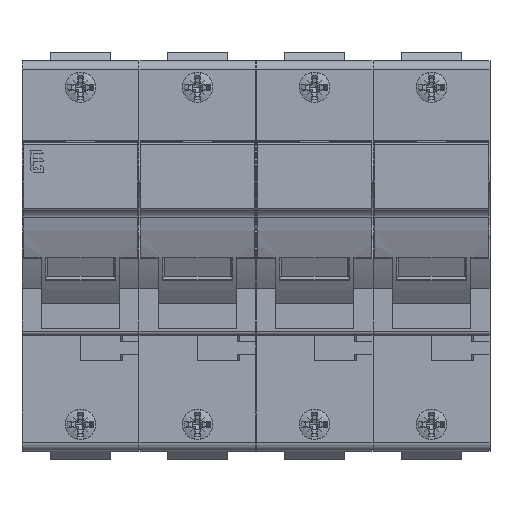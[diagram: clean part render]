
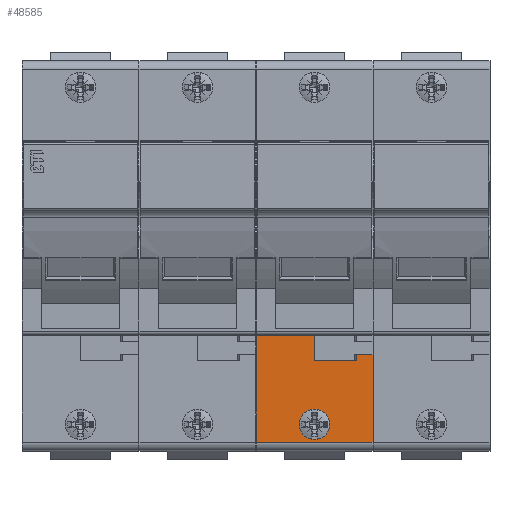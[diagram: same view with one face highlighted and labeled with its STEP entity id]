
A CAD part, top view. The second image highlights one B-rep face of the part: STEP entity #48585.
In plain terms, the highlighted planar face has unit normal (0, 0, 1).
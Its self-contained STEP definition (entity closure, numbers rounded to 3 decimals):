
#41206=DIRECTION('',(0.,-1.,0.));
#41207=VECTOR('',#41206,24.6);
#41208=CARTESIAN_POINT('',(0.,-40.2,43.5));
#41209=LINE('',#41208,#41207);
#42180=DIRECTION('',(1.,0.,0.));
#42181=VECTOR('',#42180,27.);
#42182=CARTESIAN_POINT('',(0.,-64.8,43.5));
#42183=LINE('',#42182,#42181);
#42194=DIRECTION('',(1.,0.,0.));
#42195=VECTOR('',#42194,3.75);
#42196=CARTESIAN_POINT('',(23.25,-44.6,43.5));
#42197=LINE('',#42196,#42195);
#42201=CARTESIAN_POINT('',(13.5,-60.7,43.5));
#42202=DIRECTION('',(0.,0.,1.));
#42203=DIRECTION('',(0.,1.,0.));
#42204=AXIS2_PLACEMENT_3D('',#42201,#42202,#42203);
#42209=CARTESIAN_POINT('',(13.5,-60.7,43.5));
#42210=DIRECTION('',(0.,0.,1.));
#42211=DIRECTION('',(0.,-1.,0.));
#42212=AXIS2_PLACEMENT_3D('',#42209,#42210,#42211);
#42217=DIRECTION('',(0.,1.,0.));
#42218=VECTOR('',#42217,5.8);
#42219=CARTESIAN_POINT('',(13.5,-46.,43.5));
#42220=LINE('',#42219,#42218);
#42238=DIRECTION('',(-1.,0.,0.));
#42239=VECTOR('',#42238,13.5);
#42240=CARTESIAN_POINT('',(13.5,-40.2,43.5));
#42241=LINE('',#42240,#42239);
#43156=DIRECTION('',(0.,1.,0.));
#43157=VECTOR('',#43156,20.2);
#43158=CARTESIAN_POINT('',(27.,-64.8,43.5));
#43159=LINE('',#43158,#43157);
#44838=DIRECTION('',(0.,-1.,0.));
#44839=VECTOR('',#44838,1.4);
#44840=CARTESIAN_POINT('',(23.25,-44.6,43.5));
#44841=LINE('',#44840,#44839);
#44866=DIRECTION('',(-1.,0.,0.));
#44867=VECTOR('',#44866,9.75);
#44868=CARTESIAN_POINT('',(23.25,-46.,43.5));
#44869=LINE('',#44868,#44867);
#46827=CARTESIAN_POINT('',(0.,-40.2,43.5));
#46828=VERTEX_POINT('',#46827);
#46829=CARTESIAN_POINT('',(0.,-64.8,43.5));
#46830=VERTEX_POINT('',#46829);
#47235=CARTESIAN_POINT('',(27.,-64.8,43.5));
#47236=VERTEX_POINT('',#47235);
#47237=CARTESIAN_POINT('',(13.5,-46.,43.5));
#47238=CARTESIAN_POINT('',(13.5,-40.2,43.5));
#47239=VERTEX_POINT('',#47237);
#47240=VERTEX_POINT('',#47238);
#47241=CARTESIAN_POINT('',(23.25,-46.,43.5));
#47242=VERTEX_POINT('',#47241);
#47243=CARTESIAN_POINT('',(23.25,-44.6,43.5));
#47244=VERTEX_POINT('',#47243);
#47245=CARTESIAN_POINT('',(27.,-44.6,43.5));
#47246=VERTEX_POINT('',#47245);
#47247=CARTESIAN_POINT('',(13.5,-57.2,43.5));
#47248=CARTESIAN_POINT('',(13.5,-64.2,43.5));
#47249=VERTEX_POINT('',#47247);
#47250=VERTEX_POINT('',#47248);
#48558=CARTESIAN_POINT('',(13.5,-40.2,43.5));
#48559=DIRECTION('',(0.,0.,1.));
#48560=DIRECTION('',(0.,-1.,0.));
#48561=AXIS2_PLACEMENT_3D('',#48558,#48559,#48560);
#48562=PLANE('',#48561);
#48564=ORIENTED_EDGE('',*,*,#48563,.F.);
#48566=ORIENTED_EDGE('',*,*,#48565,.F.);
#48568=ORIENTED_EDGE('',*,*,#48567,.F.);
#48570=ORIENTED_EDGE('',*,*,#48569,.T.);
#48572=ORIENTED_EDGE('',*,*,#48571,.F.);
#48573=ORIENTED_EDGE('',*,*,#48549,.F.);
#48574=ORIENTED_EDGE('',*,*,#47910,.F.);
#48576=ORIENTED_EDGE('',*,*,#48575,.F.);
#48577=EDGE_LOOP('',(#48564,#48566,#48568,#48570,#48572,#48573,#48574,#48576));
#48578=FACE_OUTER_BOUND('',#48577,.F.);
#48580=ORIENTED_EDGE('',*,*,#48579,.T.);
#48582=ORIENTED_EDGE('',*,*,#48581,.T.);
#48583=EDGE_LOOP('',(#48580,#48582));
#48584=FACE_BOUND('',#48583,.F.);
#42205=CIRCLE('',#42204,3.5);
#42213=CIRCLE('',#42212,3.5);
#47910=EDGE_CURVE('',#46828,#46830,#41209,.T.);
#48549=EDGE_CURVE('',#46830,#47236,#42183,.T.);
#48563=EDGE_CURVE('',#47239,#47240,#42220,.T.);
#48565=EDGE_CURVE('',#47242,#47239,#44869,.T.);
#48567=EDGE_CURVE('',#47244,#47242,#44841,.T.);
#48569=EDGE_CURVE('',#47244,#47246,#42197,.T.);
#48571=EDGE_CURVE('',#47236,#47246,#43159,.T.);
#48575=EDGE_CURVE('',#47240,#46828,#42241,.T.);
#48579=EDGE_CURVE('',#47249,#47250,#42205,.T.);
#48581=EDGE_CURVE('',#47250,#47249,#42213,.T.);
#48585=ADVANCED_FACE('',(#48578,#48584),#48562,.T.);
